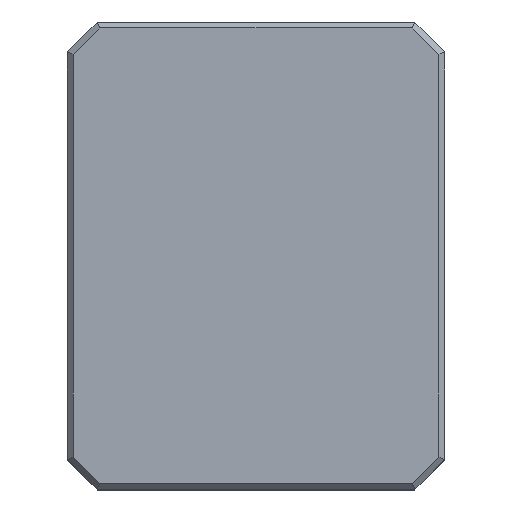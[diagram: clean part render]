
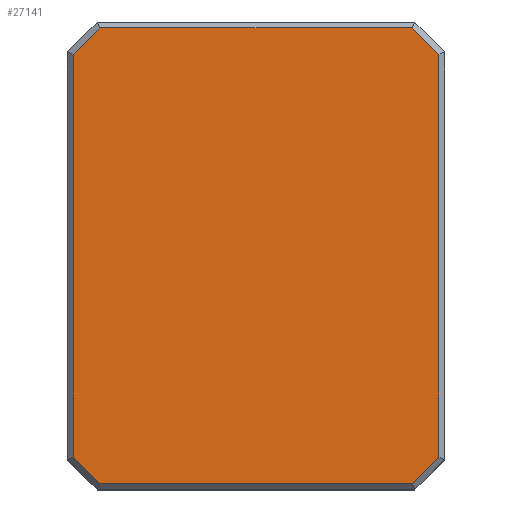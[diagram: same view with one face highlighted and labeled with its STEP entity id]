
A CAD part, top view. The second image highlights one B-rep face of the part: STEP entity #27141.
In plain terms, the highlighted planar face has unit normal (0, 0, 1).
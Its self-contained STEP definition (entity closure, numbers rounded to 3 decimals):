
#178 = LINE ( 'NONE', #24682, #21145 ) ;
#247 = DIRECTION ( 'NONE',  ( 0., 1., 0. ) ) ;
#945 = EDGE_CURVE ( 'NONE', #25776, #12787, #23335, .T. ) ;
#1522 = VECTOR ( 'NONE', #7404, 1000. ) ;
#1873 = FACE_OUTER_BOUND ( 'NONE', #5439, .T. ) ;
#2376 = EDGE_CURVE ( 'NONE', #12787, #28171, #4489, .T. ) ;
#2893 = CARTESIAN_POINT ( 'NONE',  ( 0., 0., 10. ) ) ;
#3499 = CARTESIAN_POINT ( 'NONE',  ( 30.5, -33.586, 10. ) ) ;
#4471 = LINE ( 'NONE', #7248, #16397 ) ;
#4489 = LINE ( 'NONE', #8703, #22116 ) ;
#4728 = ORIENTED_EDGE ( 'NONE', *, *, #28356, .T. ) ;
#4935 = CARTESIAN_POINT ( 'NONE',  ( -30.5, -33.586, 10. ) ) ;
#5030 = VERTEX_POINT ( 'NONE', #30654 ) ;
#5296 = DIRECTION ( 'NONE',  ( 1., 0., 0. ) ) ;
#5439 = EDGE_LOOP ( 'NONE', ( #27732, #22427, #15632, #21855, #4728, #26766, #11124, #26816 ) ) ;
#6436 = VECTOR ( 'NONE', #6706, 1000. ) ;
#6706 = DIRECTION ( 'NONE',  ( -1., 0., 0. ) ) ;
#6823 = EDGE_CURVE ( 'NONE', #5030, #26063, #11076, .T. ) ;
#7248 = CARTESIAN_POINT ( 'NONE',  ( -32.043, -32.043, 10. ) ) ;
#7398 = VERTEX_POINT ( 'NONE', #21115 ) ;
#7404 = DIRECTION ( 'NONE',  ( 0.707, 0.707, 0. ) ) ;
#8492 = DIRECTION ( 'NONE',  ( 1., 0., 0. ) ) ;
#8703 = CARTESIAN_POINT ( 'NONE',  ( 32.043, 32.043, 10. ) ) ;
#8753 = CARTESIAN_POINT ( 'NONE',  ( 30.5, 33.586, 10. ) ) ;
#10877 = EDGE_CURVE ( 'NONE', #7398, #25776, #26241, .T. ) ;
#11076 = LINE ( 'NONE', #13914, #14823 ) ;
#11124 = ORIENTED_EDGE ( 'NONE', *, *, #945, .T. ) ;
#11133 = CARTESIAN_POINT ( 'NONE',  ( 26.5, -38., 10. ) ) ;
#12778 = DIRECTION ( 'NONE',  ( -0.707, -0.707, 0. ) ) ;
#12787 = VERTEX_POINT ( 'NONE', #8753 ) ;
#13914 = CARTESIAN_POINT ( 'NONE',  ( -30.5, -34., 10. ) ) ;
#14823 = VECTOR ( 'NONE', #18209, 1000. ) ;
#15294 = CARTESIAN_POINT ( 'NONE',  ( -26.086, 38., 10. ) ) ;
#15632 = ORIENTED_EDGE ( 'NONE', *, *, #6823, .T. ) ;
#16397 = VECTOR ( 'NONE', #19494, 1000. ) ;
#18209 = DIRECTION ( 'NONE',  ( 0., -1., 0. ) ) ;
#19494 = DIRECTION ( 'NONE',  ( 0.707, -0.707, 0. ) ) ;
#19610 = EDGE_CURVE ( 'NONE', #26063, #30307, #4471, .T. ) ;
#19627 = DIRECTION ( 'NONE',  ( 0., 0., 1. ) ) ;
#21067 = CARTESIAN_POINT ( 'NONE',  ( 0., 38., 10. ) ) ;
#21115 = CARTESIAN_POINT ( 'NONE',  ( 26.086, -38., 10. ) ) ;
#21145 = VECTOR ( 'NONE', #12778, 1000. ) ;
#21229 = VERTEX_POINT ( 'NONE', #15294 ) ;
#21855 = ORIENTED_EDGE ( 'NONE', *, *, #19610, .T. ) ;
#21919 = CARTESIAN_POINT ( 'NONE',  ( 30.5, 0., 10. ) ) ;
#21942 = PLANE ( 'NONE',  #24341 ) ;
#22116 = VECTOR ( 'NONE', #23169, 1000. ) ;
#22427 = ORIENTED_EDGE ( 'NONE', *, *, #22824, .T. ) ;
#22824 = EDGE_CURVE ( 'NONE', #21229, #5030, #178, .T. ) ;
#23169 = DIRECTION ( 'NONE',  ( -0.707, 0.707, 0. ) ) ;
#23335 = LINE ( 'NONE', #21919, #25577 ) ;
#23369 = CARTESIAN_POINT ( 'NONE',  ( 32.043, -32.043, 10. ) ) ;
#24341 = AXIS2_PLACEMENT_3D ( 'NONE', #2893, #19627, #5296 ) ;
#24533 = EDGE_CURVE ( 'NONE', #28171, #21229, #27105, .T. ) ;
#24682 = CARTESIAN_POINT ( 'NONE',  ( -32.043, 32.043, 10. ) ) ;
#25577 = VECTOR ( 'NONE', #247, 1000. ) ;
#25776 = VERTEX_POINT ( 'NONE', #3499 ) ;
#26063 = VERTEX_POINT ( 'NONE', #4935 ) ;
#26241 = LINE ( 'NONE', #23369, #1522 ) ;
#26766 = ORIENTED_EDGE ( 'NONE', *, *, #10877, .T. ) ;
#26816 = ORIENTED_EDGE ( 'NONE', *, *, #2376, .T. ) ;
#26943 = CARTESIAN_POINT ( 'NONE',  ( -26.086, -38., 10. ) ) ;
#27105 = LINE ( 'NONE', #21067, #6436 ) ;
#27141 = ADVANCED_FACE ( 'NONE', ( #1873 ), #21942, .T. ) ;
#27732 = ORIENTED_EDGE ( 'NONE', *, *, #24533, .T. ) ;
#28171 = VERTEX_POINT ( 'NONE', #29171 ) ;
#28356 = EDGE_CURVE ( 'NONE', #30307, #7398, #31023, .T. ) ;
#29171 = CARTESIAN_POINT ( 'NONE',  ( 26.086, 38., 10. ) ) ;
#30307 = VERTEX_POINT ( 'NONE', #26943 ) ;
#30654 = CARTESIAN_POINT ( 'NONE',  ( -30.5, 33.586, 10. ) ) ;
#30662 = VECTOR ( 'NONE', #8492, 1000. ) ;
#31023 = LINE ( 'NONE', #11133, #30662 ) ;
